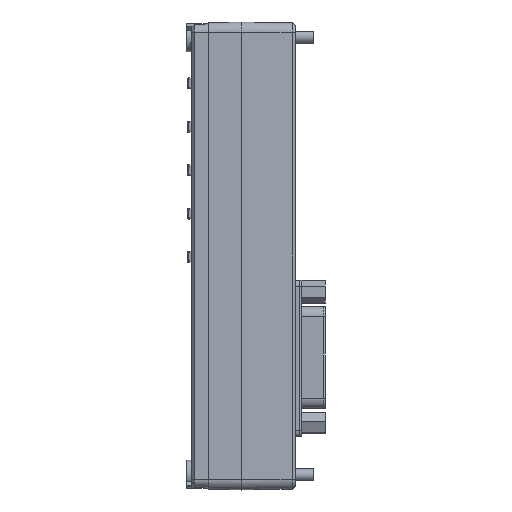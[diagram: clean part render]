
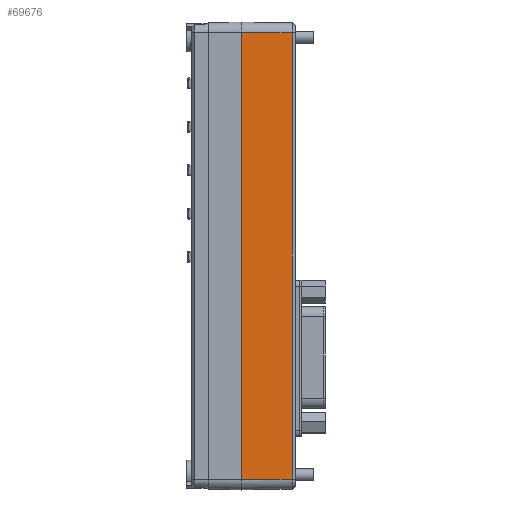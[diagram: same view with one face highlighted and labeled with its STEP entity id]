
A CAD part, left-side view. The second image highlights one B-rep face of the part: STEP entity #69676.
In plain terms, the highlighted planar face has unit normal (-1, -0.018, 0).
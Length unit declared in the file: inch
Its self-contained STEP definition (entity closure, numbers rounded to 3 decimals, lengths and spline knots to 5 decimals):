
#50 = DIRECTION ( 'NONE',  ( -0.017, 1., 0.017 ) ) ;
#4606 = EDGE_CURVE ( 'NONE', #31671, #8163, #22588, .T. ) ;
#5393 = CARTESIAN_POINT ( 'NONE',  ( -2.85, 0., 2.22002 ) ) ;
#6228 = VERTEX_POINT ( 'NONE', #52940 ) ;
#7923 = FACE_OUTER_BOUND ( 'NONE', #30892, .T. ) ;
#8163 = VERTEX_POINT ( 'NONE', #5393 ) ;
#10112 = LINE ( 'NONE', #78902, #43129 ) ;
#10539 = DIRECTION ( 'NONE',  ( 0.017, -1., 0.017 ) ) ;
#14530 = LINE ( 'NONE', #56670, #32026 ) ;
#21418 = PLANE ( 'NONE',  #42439 ) ;
#21992 = DIRECTION ( 'NONE',  ( -1., -0.017, 0. ) ) ;
#22588 = LINE ( 'NONE', #51479, #38096 ) ;
#28523 = ORIENTED_EDGE ( 'NONE', *, *, #4606, .F. ) ;
#29734 = VERTEX_POINT ( 'NONE', #67507 ) ;
#30892 = EDGE_LOOP ( 'NONE', ( #84409, #50083, #72674, #28523 ) ) ;
#31671 = VERTEX_POINT ( 'NONE', #44487 ) ;
#32026 = VECTOR ( 'NONE', #10539, 39.37008 ) ;
#34733 = CARTESIAN_POINT ( 'NONE',  ( -2.84123, -0.50247, 2.21071 ) ) ;
#37551 = LINE ( 'NONE', #34733, #52952 ) ;
#38096 = VECTOR ( 'NONE', #45722, 39.37008 ) ;
#42439 = AXIS2_PLACEMENT_3D ( 'NONE', #61446, #21992, #68042 ) ;
#43129 = VECTOR ( 'NONE', #50, 39.37008 ) ;
#44487 = CARTESIAN_POINT ( 'NONE',  ( -2.85, 0., -2.22002 ) ) ;
#45722 = DIRECTION ( 'NONE',  ( 0., 0., 1. ) ) ;
#50083 = ORIENTED_EDGE ( 'NONE', *, *, #63859, .T. ) ;
#51479 = CARTESIAN_POINT ( 'NONE',  ( -2.85, 0., -2.32 ) ) ;
#52940 = CARTESIAN_POINT ( 'NONE',  ( -2.84123, -0.50247, 2.21124 ) ) ;
#52952 = VECTOR ( 'NONE', #67841, 39.37008 ) ;
#53262 = EDGE_CURVE ( 'NONE', #31671, #29734, #14530, .T. ) ;
#56670 = CARTESIAN_POINT ( 'NONE',  ( -2.85003, 0.00174, -2.22005 ) ) ;
#61446 = CARTESIAN_POINT ( 'NONE',  ( -2.85, 0., -2.32 ) ) ;
#63859 = EDGE_CURVE ( 'NONE', #29734, #6228, #37551, .T. ) ;
#67507 = CARTESIAN_POINT ( 'NONE',  ( -2.84123, -0.50247, -2.21124 ) ) ;
#67841 = DIRECTION ( 'NONE',  ( 0., 0., 1. ) ) ;
#68042 = DIRECTION ( 'NONE',  ( 0.017, -1., 0. ) ) ;
#69676 = ADVANCED_FACE ( 'NONE', ( #7923 ), #21418, .T. ) ;
#70654 = EDGE_CURVE ( 'NONE', #6228, #8163, #10112, .T. ) ;
#72674 = ORIENTED_EDGE ( 'NONE', *, *, #70654, .T. ) ;
#78902 = CARTESIAN_POINT ( 'NONE',  ( -2.84862, -0.0792, 2.21863 ) ) ;
#84409 = ORIENTED_EDGE ( 'NONE', *, *, #53262, .T. ) ;
